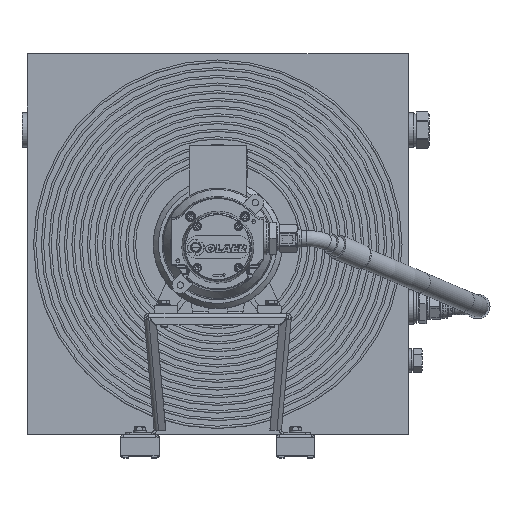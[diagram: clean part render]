
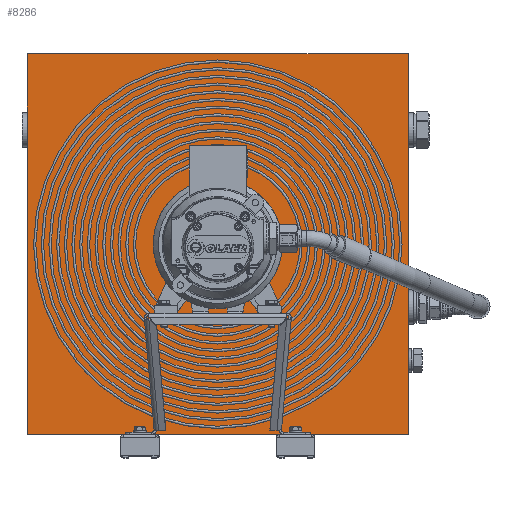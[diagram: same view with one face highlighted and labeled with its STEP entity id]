
A CAD part, top view. The second image highlights one B-rep face of the part: STEP entity #8286.
In plain terms, the highlighted planar face has unit normal (0, 0, 1).
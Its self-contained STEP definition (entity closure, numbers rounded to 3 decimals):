
#8286 = ADVANCED_FACE( '', ( #15924 ), #15925, .T. );
#15924 = FACE_OUTER_BOUND( '', #28227, .T. );
#15925 = PLANE( '', #28228 );
#28227 = EDGE_LOOP( '', ( #44961, #44962, #44963, #44964 ) );
#28228 = AXIS2_PLACEMENT_3D( '', #44965, #44966, #44967 );
#44961 = ORIENTED_EDGE( '', *, *, #49396, .T. );
#44962 = ORIENTED_EDGE( '', *, *, #53031, .T. );
#44963 = ORIENTED_EDGE( '', *, *, #47328, .T. );
#44964 = ORIENTED_EDGE( '', *, *, #50674, .T. );
#44965 = CARTESIAN_POINT( '', ( 0., 0., 75. ) );
#44966 = DIRECTION( '', ( 0., 0., 1. ) );
#44967 = DIRECTION( '', ( 1., 0., 0. ) );
#47328 = EDGE_CURVE( '', #54168, #54173, #54175, .T. );
#49396 = EDGE_CURVE( '', #57581, #57586, #57588, .T. );
#50674 = EDGE_CURVE( '', #54173, #57581, #59493, .T. );
#53031 = EDGE_CURVE( '', #57586, #54168, #62427, .T. );
#54168 = VERTEX_POINT( '', #64665 );
#54173 = VERTEX_POINT( '', #64672 );
#54175 = LINE( '', #64675, #64676 );
#57581 = VERTEX_POINT( '', #71798 );
#57586 = VERTEX_POINT( '', #71805 );
#57588 = LINE( '', #71808, #71809 );
#59493 = LINE( '', #76217, #76218 );
#62427 = LINE( '', #82250, #82251 );
#64665 = CARTESIAN_POINT( '', ( -248., 248., 75. ) );
#64672 = CARTESIAN_POINT( '', ( -248., -248., 75. ) );
#64675 = CARTESIAN_POINT( '', ( -248., 248., 75. ) );
#64676 = VECTOR( '', #83179, 1000. );
#71798 = CARTESIAN_POINT( '', ( 248., -248., 75. ) );
#71805 = CARTESIAN_POINT( '', ( 248., 248., 75. ) );
#71808 = CARTESIAN_POINT( '', ( 248., -248., 75. ) );
#71809 = VECTOR( '', #85463, 1000. );
#76217 = CARTESIAN_POINT( '', ( -248., -248., 75. ) );
#76218 = VECTOR( '', #86788, 1000. );
#82250 = CARTESIAN_POINT( '', ( 248., 248., 75. ) );
#82251 = VECTOR( '', #88795, 1000. );
#83179 = DIRECTION( '', ( 0., -1., 0. ) );
#85463 = DIRECTION( '', ( 0., 1., 0. ) );
#86788 = DIRECTION( '', ( 1., 0., 0. ) );
#88795 = DIRECTION( '', ( -1., 0., 0. ) );
